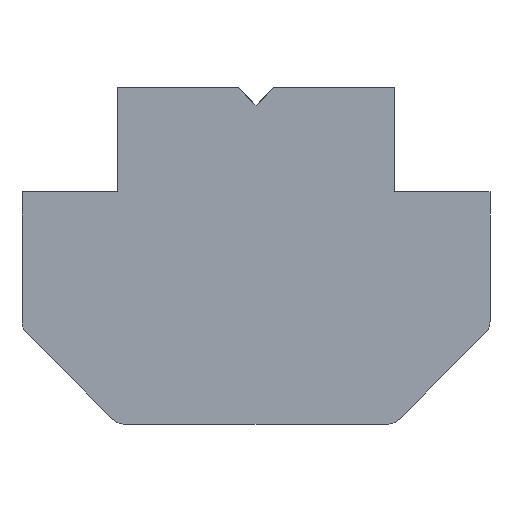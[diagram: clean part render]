
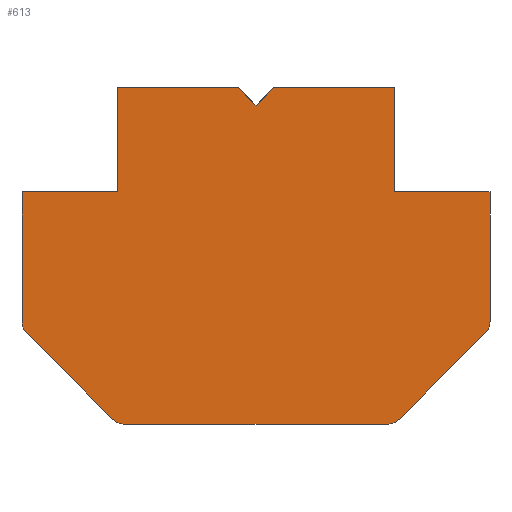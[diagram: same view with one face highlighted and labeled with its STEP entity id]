
A CAD part, front view. The second image highlights one B-rep face of the part: STEP entity #613.
In plain terms, the highlighted planar face has unit normal (0, -1, 0).
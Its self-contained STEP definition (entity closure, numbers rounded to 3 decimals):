
#41=PLANE('',#650);
#94=FACE_OUTER_BOUND('',#128,.T.);
#128=EDGE_LOOP('',(#529,#530,#531,#532,#533,#534,#535,#536,#537,#538,#539,
#540,#541,#542,#543,#544,#545));
#143=CIRCLE('',#651,0.5);
#144=CIRCLE('',#652,0.5);
#145=CIRCLE('',#653,0.5);
#146=CIRCLE('',#654,0.5);
#155=LINE('',#847,#207);
#164=LINE('',#931,#216);
#169=LINE('',#1093,#221);
#171=LINE('',#1096,#223);
#176=LINE('',#1106,#228);
#179=LINE('',#1112,#231);
#182=LINE('',#1118,#234);
#185=LINE('',#1124,#237);
#188=LINE('',#1132,#240);
#190=LINE('',#1137,#242);
#194=LINE('',#1146,#246);
#200=LINE('',#1157,#252);
#201=LINE('',#1162,#253);
#207=VECTOR('',#689,1000.);
#216=VECTOR('',#708,1000.);
#221=VECTOR('',#721,1000.);
#223=VECTOR('',#725,1000.);
#228=VECTOR('',#734,1000.);
#231=VECTOR('',#739,1000.);
#234=VECTOR('',#744,1000.);
#237=VECTOR('',#749,1000.);
#240=VECTOR('',#754,1000.);
#242=VECTOR('',#758,1000.);
#246=VECTOR('',#764,1000.);
#252=VECTOR('',#772,1000.);
#253=VECTOR('',#781,1000.);
#265=VERTEX_POINT('',#845);
#266=VERTEX_POINT('',#846);
#279=VERTEX_POINT('',#928);
#280=VERTEX_POINT('',#930);
#288=VERTEX_POINT('',#1090);
#289=VERTEX_POINT('',#1092);
#292=VERTEX_POINT('',#1104);
#294=VERTEX_POINT('',#1110);
#296=VERTEX_POINT('',#1116);
#298=VERTEX_POINT('',#1122);
#301=VERTEX_POINT('',#1129);
#302=VERTEX_POINT('',#1131);
#303=VERTEX_POINT('',#1135);
#304=VERTEX_POINT('',#1136);
#307=VERTEX_POINT('',#1144);
#308=VERTEX_POINT('',#1145);
#312=VERTEX_POINT('',#1155);
#326=EDGE_CURVE('',#265,#266,#155,.T.);
#343=EDGE_CURVE('',#279,#280,#164,.T.);
#361=EDGE_CURVE('',#288,#289,#169,.T.);
#363=EDGE_CURVE('',#289,#279,#171,.T.);
#368=EDGE_CURVE('',#292,#288,#176,.T.);
#371=EDGE_CURVE('',#294,#292,#179,.T.);
#374=EDGE_CURVE('',#296,#294,#182,.T.);
#377=EDGE_CURVE('',#298,#296,#185,.T.);
#380=EDGE_CURVE('',#301,#302,#188,.T.);
#382=EDGE_CURVE('',#303,#304,#190,.T.);
#386=EDGE_CURVE('',#307,#308,#194,.T.);
#392=EDGE_CURVE('',#312,#308,#200,.T.);
#393=EDGE_CURVE('',#301,#265,#143,.T.);
#394=EDGE_CURVE('',#266,#303,#144,.T.);
#395=EDGE_CURVE('',#304,#307,#145,.T.);
#396=EDGE_CURVE('',#280,#312,#201,.T.);
#397=EDGE_CURVE('',#298,#302,#146,.T.);
#529=ORIENTED_EDGE('',*,*,#380,.F.);
#530=ORIENTED_EDGE('',*,*,#393,.T.);
#531=ORIENTED_EDGE('',*,*,#326,.T.);
#532=ORIENTED_EDGE('',*,*,#394,.T.);
#533=ORIENTED_EDGE('',*,*,#382,.T.);
#534=ORIENTED_EDGE('',*,*,#395,.T.);
#535=ORIENTED_EDGE('',*,*,#386,.T.);
#536=ORIENTED_EDGE('',*,*,#392,.F.);
#537=ORIENTED_EDGE('',*,*,#396,.F.);
#538=ORIENTED_EDGE('',*,*,#343,.F.);
#539=ORIENTED_EDGE('',*,*,#363,.F.);
#540=ORIENTED_EDGE('',*,*,#361,.F.);
#541=ORIENTED_EDGE('',*,*,#368,.F.);
#542=ORIENTED_EDGE('',*,*,#371,.F.);
#543=ORIENTED_EDGE('',*,*,#374,.F.);
#544=ORIENTED_EDGE('',*,*,#377,.F.);
#545=ORIENTED_EDGE('',*,*,#397,.T.);
#613=ADVANCED_FACE('',(#94),#41,.T.);
#650=AXIS2_PLACEMENT_3D('',#1158,#773,#774);
#651=AXIS2_PLACEMENT_3D('',#1159,#775,#776);
#652=AXIS2_PLACEMENT_3D('',#1160,#777,#778);
#653=AXIS2_PLACEMENT_3D('',#1161,#779,#780);
#654=AXIS2_PLACEMENT_3D('',#1163,#782,#783);
#689=DIRECTION('',(1.,0.,0.));
#708=DIRECTION('',(1.,0.,0.));
#721=DIRECTION('',(0.707,0.,-0.707));
#725=DIRECTION('',(0.707,0.,0.707));
#734=DIRECTION('',(1.,0.,0.));
#739=DIRECTION('',(0.,0.,1.));
#744=DIRECTION('',(1.,0.,0.));
#749=DIRECTION('',(0.,0.,1.));
#754=DIRECTION('',(-0.707,0.,0.707));
#758=DIRECTION('',(0.707,0.,0.707));
#764=DIRECTION('',(0.,0.,1.));
#772=DIRECTION('',(1.,0.,0.));
#773=DIRECTION('center_axis',(0.,-1.,0.));
#774=DIRECTION('ref_axis',(1.,0.,0.));
#775=DIRECTION('center_axis',(0.,-1.,0.));
#776=DIRECTION('ref_axis',(1.,0.,0.));
#777=DIRECTION('center_axis',(0.,-1.,0.));
#778=DIRECTION('ref_axis',(1.,0.,0.));
#779=DIRECTION('center_axis',(0.,-1.,0.));
#780=DIRECTION('ref_axis',(1.,0.,0.));
#781=DIRECTION('',(0.,0.,-1.));
#782=DIRECTION('center_axis',(0.,-1.,0.));
#783=DIRECTION('ref_axis',(1.,0.,0.));
#845=CARTESIAN_POINT('',(-3.793,-10.,-11.2));
#846=CARTESIAN_POINT('',(3.793,-10.,-11.2));
#847=CARTESIAN_POINT('',(0.,-10.,-11.2));
#928=CARTESIAN_POINT('',(0.5,-10.,-1.5));
#930=CARTESIAN_POINT('',(4.,-10.,-1.5));
#931=CARTESIAN_POINT('',(0.,-10.,-1.5));
#1090=CARTESIAN_POINT('',(-0.5,-10.,-1.5));
#1092=CARTESIAN_POINT('',(0.,-10.,-2.));
#1093=CARTESIAN_POINT('',(2.175,-10.,-4.175));
#1096=CARTESIAN_POINT('',(-2.175,-10.,-4.175));
#1104=CARTESIAN_POINT('',(-4.,-10.,-1.5));
#1106=CARTESIAN_POINT('',(0.,-10.,-1.5));
#1110=CARTESIAN_POINT('',(-4.,-10.,-4.5));
#1112=CARTESIAN_POINT('',(-4.,-10.,-6.35));
#1116=CARTESIAN_POINT('',(-6.75,-10.,-4.5));
#1118=CARTESIAN_POINT('',(0.,-10.,-4.5));
#1122=CARTESIAN_POINT('',(-6.75,-10.,-8.243));
#1124=CARTESIAN_POINT('',(-6.75,-10.,-6.35));
#1129=CARTESIAN_POINT('',(-4.146,-10.,-11.054));
#1131=CARTESIAN_POINT('',(-6.604,-10.,-8.596));
#1132=CARTESIAN_POINT('',(-4.425,-10.,-10.775));
#1135=CARTESIAN_POINT('',(4.146,-10.,-11.054));
#1136=CARTESIAN_POINT('',(6.604,-10.,-8.596));
#1137=CARTESIAN_POINT('',(4.425,-10.,-10.775));
#1144=CARTESIAN_POINT('',(6.75,-10.,-8.243));
#1145=CARTESIAN_POINT('',(6.75,-10.,-4.5));
#1146=CARTESIAN_POINT('',(6.75,-10.,-6.35));
#1155=CARTESIAN_POINT('',(4.,-10.,-4.5));
#1157=CARTESIAN_POINT('',(0.,-10.,-4.5));
#1158=CARTESIAN_POINT('Origin',(0.,-10.,-6.35));
#1159=CARTESIAN_POINT('Origin',(-3.793,-10.,-10.7));
#1160=CARTESIAN_POINT('Origin',(3.793,-10.,-10.7));
#1161=CARTESIAN_POINT('Origin',(6.25,-10.,-8.243));
#1162=CARTESIAN_POINT('',(4.,-10.,-6.35));
#1163=CARTESIAN_POINT('Origin',(-6.25,-10.,-8.243));
